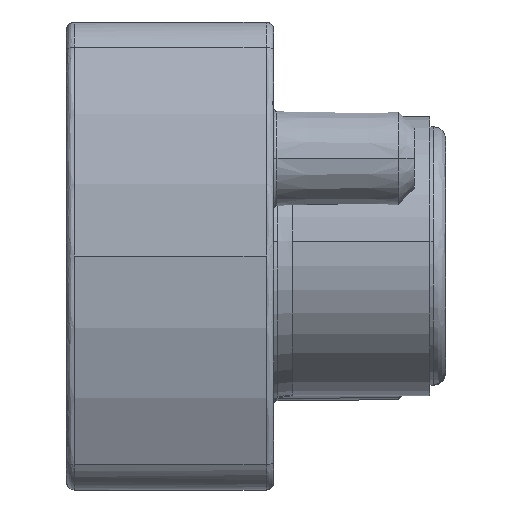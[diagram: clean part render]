
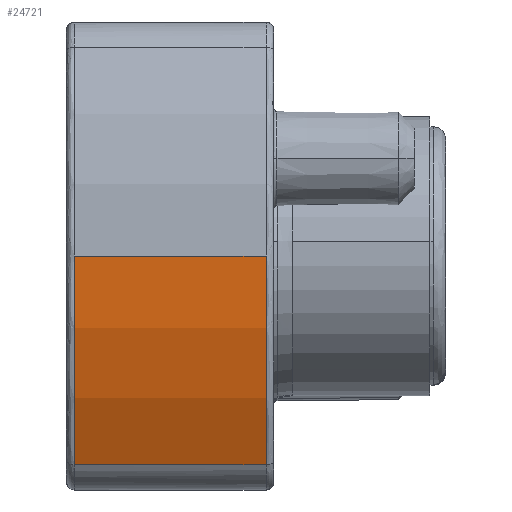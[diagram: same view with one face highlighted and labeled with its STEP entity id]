
A CAD part, left-side view. The second image highlights one B-rep face of the part: STEP entity #24721.
In plain terms, the highlighted cylindrical face has radius 7.367 mm (diameter 14.733 mm), a partial arc.
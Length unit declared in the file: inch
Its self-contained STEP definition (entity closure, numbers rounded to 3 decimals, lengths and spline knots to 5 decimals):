
#1517 = CARTESIAN_POINT ( 'NONE',  ( -2.10827, -0.133, 0.15 ) ) ;
#1518 = DIRECTION ( 'NONE',  ( 0., 1., 0. ) ) ;
#1527 = DIRECTION ( 'NONE',  ( -1., 0., 0. ) ) ;
#9461 = FACE_OUTER_BOUND ( 'NONE', #31407, .T. ) ;
#9470 = CYLINDRICAL_SURFACE ( 'NONE', #14816, 0.29002 ) ;
#12715 = CARTESIAN_POINT ( 'NONE',  ( -2.3983, -0.128, 0.15 ) ) ;
#12716 = CARTESIAN_POINT ( 'NONE',  ( -2.36557, -0.128, 0.01616 ) ) ;
#12721 = CARTESIAN_POINT ( 'NONE',  ( -2.3983, -0.005, 0.15 ) ) ;
#12722 = CARTESIAN_POINT ( 'NONE',  ( -2.36557, -0.005, 0.01616 ) ) ;
#14816 = AXIS2_PLACEMENT_3D ( 'NONE', #1517, #1518, #1527 ) ;
#16906 = CARTESIAN_POINT ( 'NONE',  ( -2.10827, -0.128, 0.15 ) ) ;
#16907 = DIRECTION ( 'NONE',  ( 0., -1., 0. ) ) ;
#16908 = DIRECTION ( 'NONE',  ( -1., 0., 0. ) ) ;
#16949 = CARTESIAN_POINT ( 'NONE',  ( -2.10827, -0.005, 0.15 ) ) ;
#16950 = DIRECTION ( 'NONE',  ( 0., -1., 0. ) ) ;
#16951 = DIRECTION ( 'NONE',  ( -1., 0., 0. ) ) ;
#17721 = EDGE_CURVE ( 'NONE', #31325, #31326, #32008, .T. ) ;
#17731 = EDGE_CURVE ( 'NONE', #31331, #31332, #32014, .T. ) ;
#17751 = EDGE_CURVE ( 'NONE', #31325, #31331, #32038, .T. ) ;
#17752 = EDGE_CURVE ( 'NONE', #31332, #31326, #32041, .T. ) ;
#21212 = AXIS2_PLACEMENT_3D ( 'NONE', #16906, #16907, #16908 ) ;
#21216 = AXIS2_PLACEMENT_3D ( 'NONE', #16949, #16950, #16951 ) ;
#24721 = ADVANCED_FACE ( 'NONE', ( #9461 ), #9470, .T. ) ;
#24876 = ORIENTED_EDGE ( 'NONE', *, *, #17752, .T. ) ;
#24915 = ORIENTED_EDGE ( 'NONE', *, *, #17731, .T. ) ;
#24922 = ORIENTED_EDGE ( 'NONE', *, *, #17751, .T. ) ;
#24924 = ORIENTED_EDGE ( 'NONE', *, *, #17721, .F. ) ;
#30606 = CARTESIAN_POINT ( 'NONE',  ( -2.3983, -0.133, 0.15 ) ) ;
#30612 = DIRECTION ( 'NONE',  ( 0., 1., 0. ) ) ;
#30613 = CARTESIAN_POINT ( 'NONE',  ( -2.36557, -0.133, 0.01616 ) ) ;
#30614 = DIRECTION ( 'NONE',  ( 0., -1., 0. ) ) ;
#31325 = VERTEX_POINT ( 'NONE', #12715 ) ;
#31326 = VERTEX_POINT ( 'NONE', #12716 ) ;
#31331 = VERTEX_POINT ( 'NONE', #12721 ) ;
#31332 = VERTEX_POINT ( 'NONE', #12722 ) ;
#31407 = EDGE_LOOP ( 'NONE', ( #24924, #24922, #24915, #24876 ) ) ;
#32008 = CIRCLE ( 'NONE', #21212, 0.29002 ) ;
#32014 = CIRCLE ( 'NONE', #21216, 0.29002 ) ;
#32038 = LINE ( 'NONE', #30606, #32042 ) ;
#32041 = LINE ( 'NONE', #30613, #32044 ) ;
#32042 = VECTOR ( 'NONE', #30612, 39.37008 ) ;
#32044 = VECTOR ( 'NONE', #30614, 39.37008 ) ;
